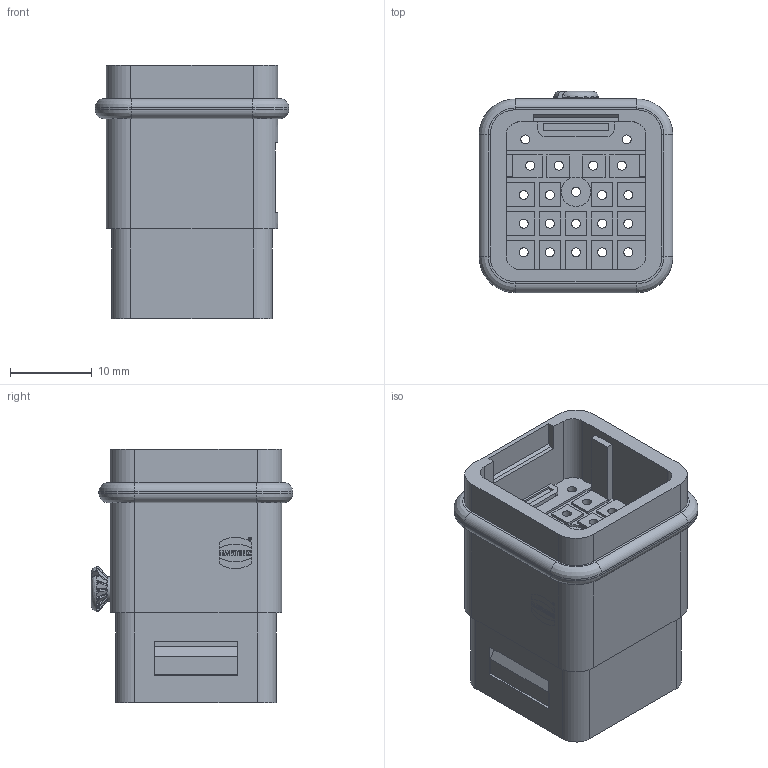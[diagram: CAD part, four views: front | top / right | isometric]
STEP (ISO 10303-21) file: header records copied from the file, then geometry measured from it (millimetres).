
FILE_DESCRIPTION(/* description */ (''),/* implementation_level */ '2;1');
FILE_NAME(/* name */ '100518606ugm000_b.stp',/* time_stamp */ '2018-04-17T09:40:31+02:00',/* author */ (''),/* organization */ (''),/* preprocessor_version */ 'ST-DEVELOPER v16',/* originating_system */ 'SIEMENS PLM Software NX 10.0',/* authorisation */ '');
FILE_SCHEMA (('AUTOMOTIVE_DESIGN { 1 0 10303 214 3 1 1 1 }'));
Length unit declared in the file: millimetre
Products named in the file (1): 100518606ugm000_b
Bounding box: 23.7 x 24.65 x 31 mm (x, y, z)
Volume: 6503.5 mm3; surface area: 6549 mm2
Topology: 1 solids, 1 shells, 527 faces, 1459 edges, 1025 vertices
Faces by surface type: plane 290, cylinder 144, bspline 50, cone 43
Full cylindrical faces by diameter (mm): 1.1 x21, 2.3 x42, 3 x1, 3.6 x1
Entity records: 22052 total; most frequent: CARTESIAN_POINT 8169, ORIENTED_EDGE 2508, DIRECTION 2352, EDGE_CURVE 1254, VERTEX_POINT 904, AXIS2_PLACEMENT_3D 816, EDGE_LOOP 748, LINE 720
